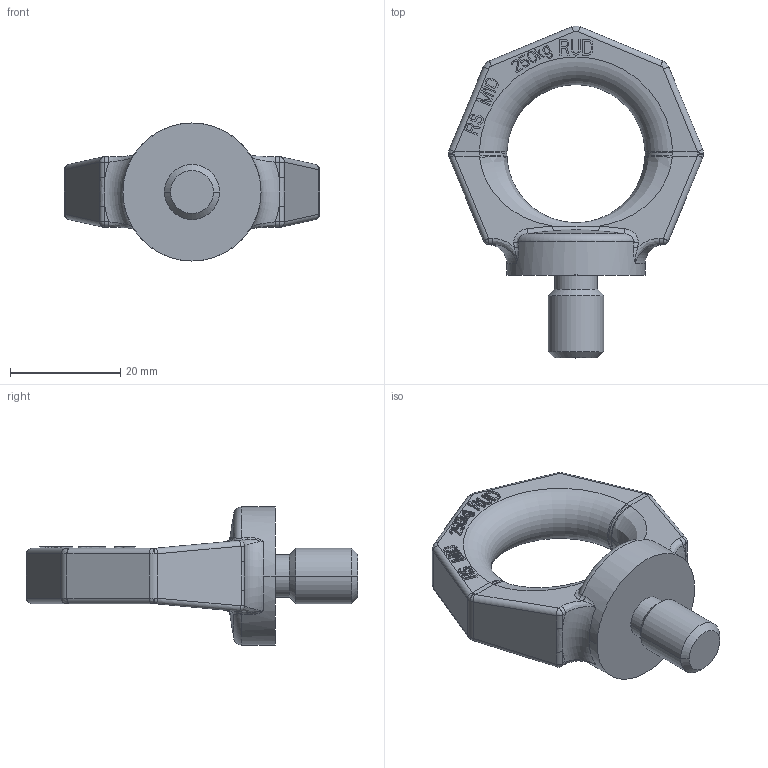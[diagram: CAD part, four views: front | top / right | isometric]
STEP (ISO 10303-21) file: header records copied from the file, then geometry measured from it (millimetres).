
FILE_DESCRIPTION((''),'2;1');
FILE_NAME('001-M31072-X04_ASM','2004-10-07T',('Leichs'),(''),'PRO/ENGINEER BY PARAMETRIC TECHNOLOGY CORPORATION, 2001400','PRO/ENGINEER BY PARAMETRIC TECHNOLOGY CORPORATION, 2001400','');
FILE_SCHEMA(('CONFIG_CONTROL_DESIGN'));
Length unit declared in the file: millimetre
Products named in the file (3): 001-M31072-X04; 001-M31072-Y04; 001-M31072-X04_ASM
Assembly tree (2 placements, depth 2):
  001-M31072-X04_ASM
    001-M31072-X04
    001-M31072-Y04
Bounding box: 46.21 x 60.1 x 25 mm (x, y, z)
Volume: 13520 mm3; surface area: 5246.1 mm2
Topology: 2 solids, 2 shells, 564 faces, 1533 edges, 990 vertices
Faces by surface type: plane 445, bspline 68, cylinder 36, cone 6, torus 5, sphere 4
Entity records: 20377 total; most frequent: CARTESIAN_POINT 6491, ORIENTED_EDGE 3066, DIRECTION 2539, EDGE_CURVE 1533, VECTOR 1289, LINE 1289, VERTEX_POINT 990, AXIS2_PLACEMENT_3D 625
